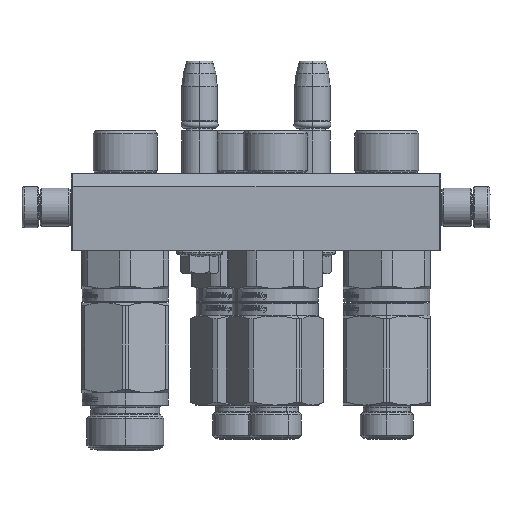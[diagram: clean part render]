
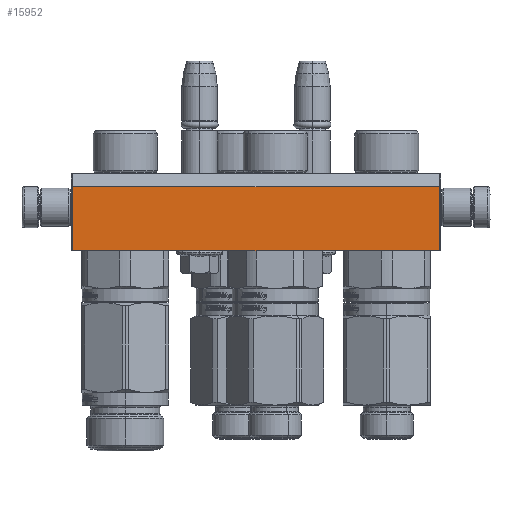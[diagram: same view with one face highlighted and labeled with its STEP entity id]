
A CAD part, left-side view. The second image highlights one B-rep face of the part: STEP entity #15952.
In plain terms, the highlighted face is planar.
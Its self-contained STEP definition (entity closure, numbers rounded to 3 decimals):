
#5436 = LINE ( 'NONE', #15883, #52204 ) ;
#8273 = DIRECTION ( 'NONE',  ( 0., 0., -1. ) ) ;
#8293 = DIRECTION ( 'NONE',  ( 0., 1., 0. ) ) ;
#11424 = EDGE_CURVE ( 'NONE', #24850, #37283, #51890, .T. ) ;
#12794 = CARTESIAN_POINT ( 'NONE',  ( 143.5, 30., -90. ) ) ;
#15883 = CARTESIAN_POINT ( 'NONE',  ( 0.5, 5., -90. ) ) ;
#15952 = ADVANCED_FACE ( 'NONE', ( #63429 ), #59602, .T. ) ;
#17626 = LINE ( 'NONE', #36715, #28468 ) ;
#17781 = CARTESIAN_POINT ( 'NONE',  ( 143.5, 5., -90. ) ) ;
#18748 = ORIENTED_EDGE ( 'NONE', *, *, #65996, .F. ) ;
#20293 = DIRECTION ( 'NONE',  ( -1., 0., 0. ) ) ;
#24850 = VERTEX_POINT ( 'NONE', #12794 ) ;
#26440 = EDGE_CURVE ( 'NONE', #29241, #37283, #5436, .T. ) ;
#28468 = VECTOR ( 'NONE', #8293, 1000. ) ;
#28794 = VERTEX_POINT ( 'NONE', #17781 ) ;
#29241 = VERTEX_POINT ( 'NONE', #59539 ) ;
#31667 = CARTESIAN_POINT ( 'NONE',  ( 144., 0., -90. ) ) ;
#32703 = CARTESIAN_POINT ( 'NONE',  ( 143.5, 5., -90. ) ) ;
#32948 = DIRECTION ( 'NONE',  ( -1., 0., 0. ) ) ;
#36569 = VECTOR ( 'NONE', #20293, 1000. ) ;
#36715 = CARTESIAN_POINT ( 'NONE',  ( 143.5, 5., -90. ) ) ;
#37283 = VERTEX_POINT ( 'NONE', #39222 ) ;
#39222 = CARTESIAN_POINT ( 'NONE',  ( 0.5, 30., -90. ) ) ;
#39486 = ORIENTED_EDGE ( 'NONE', *, *, #11424, .F. ) ;
#44446 = VECTOR ( 'NONE', #32948, 1000. ) ;
#46883 = AXIS2_PLACEMENT_3D ( 'NONE', #31667, #8273, #54788 ) ;
#49966 = ORIENTED_EDGE ( 'NONE', *, *, #66784, .T. ) ;
#50783 = LINE ( 'NONE', #32703, #44446 ) ;
#51890 = LINE ( 'NONE', #67157, #36569 ) ;
#52204 = VECTOR ( 'NONE', #73143, 1000. ) ;
#54788 = DIRECTION ( 'NONE',  ( -1., 0., 0. ) ) ;
#59539 = CARTESIAN_POINT ( 'NONE',  ( 0.5, 5., -90. ) ) ;
#59602 = PLANE ( 'NONE',  #46883 ) ;
#63429 = FACE_OUTER_BOUND ( 'NONE', #67464, .T. ) ;
#65996 = EDGE_CURVE ( 'NONE', #28794, #24850, #17626, .T. ) ;
#66784 = EDGE_CURVE ( 'NONE', #28794, #29241, #50783, .T. ) ;
#67157 = CARTESIAN_POINT ( 'NONE',  ( 143.5, 30., -90. ) ) ;
#67464 = EDGE_LOOP ( 'NONE', ( #39486, #18748, #49966, #72767 ) ) ;
#72767 = ORIENTED_EDGE ( 'NONE', *, *, #26440, .T. ) ;
#73143 = DIRECTION ( 'NONE',  ( 0., 1., 0. ) ) ;
